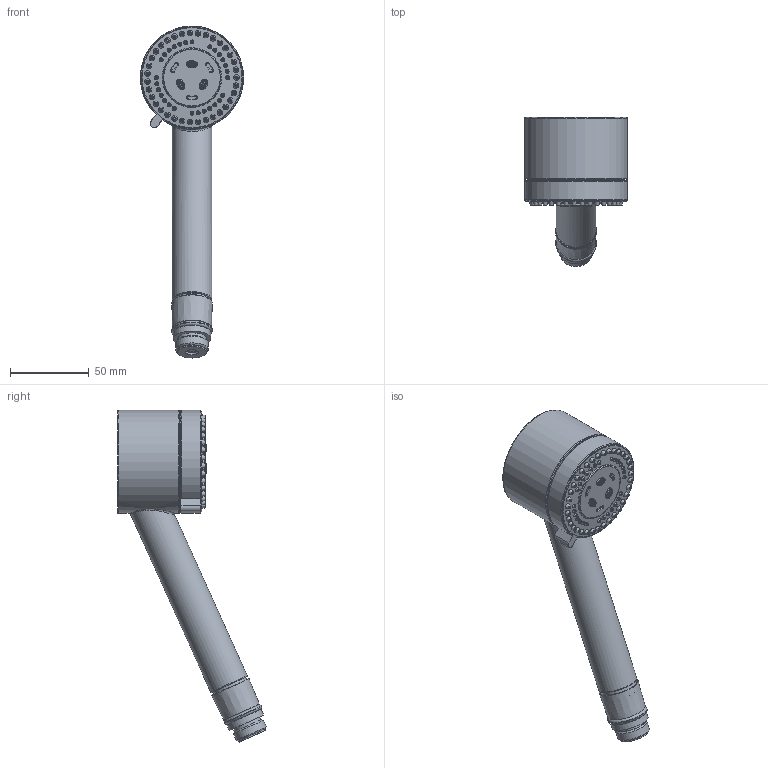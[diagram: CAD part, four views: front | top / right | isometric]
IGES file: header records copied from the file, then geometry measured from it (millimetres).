
Global section: file name: No Iges File Name specified; native system: Autodesk Inventor 2012; preprocessor: AutoDesk Inventor Iges Exporter R2012; author: mblakey; date: 20120620.155336; units: millimetre
Bounding box: 65.7 x 94.67 x 211.32 mm (x, y, z)
Volume: 247361.2 mm3; surface area: 42774 mm2
Topology: 7 solids, 7 shells, 416 faces, 757 edges, 494 vertices
Faces by surface type: plane 128, revolution 98, cone 67, sphere 64, torus 28, cylinder 23, bspline 8
Full cylindrical faces by diameter (mm): 9.4 x1, 13.4 x2, 14.9 x2, 18.2 x1, 18.5 x2, 20 x1, 20.955 x2, 22.95 x1, 24 x1, 25.4 x1, 25.98 x1, 61.7 x1, 63.7 x1, 65.7 x1
